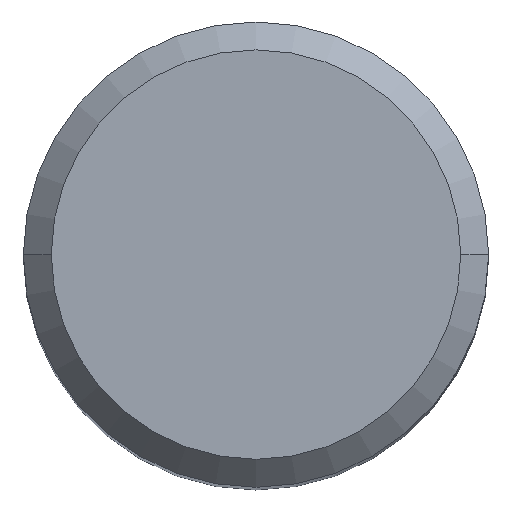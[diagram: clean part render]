
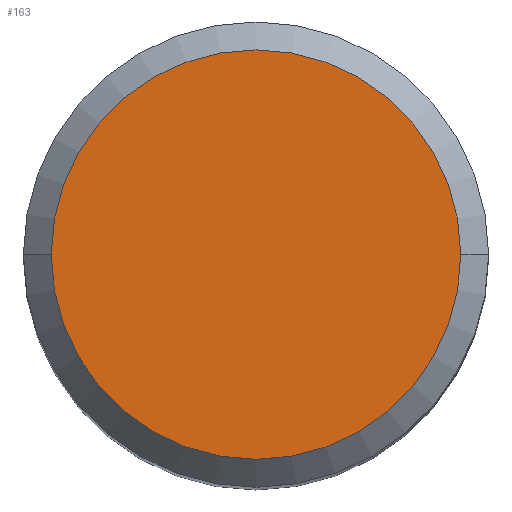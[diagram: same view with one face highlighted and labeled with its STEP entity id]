
A CAD part, top view. The second image highlights one B-rep face of the part: STEP entity #163.
In plain terms, the highlighted planar face has unit normal (0, 0, 1).
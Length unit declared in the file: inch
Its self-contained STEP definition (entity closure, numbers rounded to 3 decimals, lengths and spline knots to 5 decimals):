
#5 = DIRECTION ( 'NONE',  ( 0., 0., 1. ) ) ;
#25 = VERTEX_POINT ( 'NONE', #371 ) ;
#33 = CARTESIAN_POINT ( 'NONE',  ( 0., 0., 0. ) ) ;
#36 = DIRECTION ( 'NONE',  ( 0., 0., 1. ) ) ;
#42 = EDGE_CURVE ( 'NONE', #345, #25, #86, .T. ) ;
#51 = FACE_OUTER_BOUND ( 'NONE', #414, .T. ) ;
#86 = CIRCLE ( 'NONE', #375, 0.11 ) ;
#105 = AXIS2_PLACEMENT_3D ( 'NONE', #33, #36, #368 ) ;
#116 = DIRECTION ( 'NONE',  ( -1., 0., 0. ) ) ;
#118 = AXIS2_PLACEMENT_3D ( 'NONE', #187, #380, #116 ) ;
#163 = ADVANCED_FACE ( 'NONE', ( #51 ), #452, .F. ) ;
#187 = CARTESIAN_POINT ( 'NONE',  ( 0., 0.11, 0. ) ) ;
#195 = CIRCLE ( 'NONE', #105, 0.11 ) ;
#205 = ORIENTED_EDGE ( 'NONE', *, *, #395, .T. ) ;
#213 = ORIENTED_EDGE ( 'NONE', *, *, #42, .T. ) ;
#296 = CARTESIAN_POINT ( 'NONE',  ( 0., 0., 0. ) ) ;
#329 = DIRECTION ( 'NONE',  ( 1., 0., 0. ) ) ;
#345 = VERTEX_POINT ( 'NONE', #361 ) ;
#361 = CARTESIAN_POINT ( 'NONE',  ( 0.11, 0., 0. ) ) ;
#368 = DIRECTION ( 'NONE',  ( 1., 0., 0. ) ) ;
#371 = CARTESIAN_POINT ( 'NONE',  ( -0.11, 0., 0. ) ) ;
#375 = AXIS2_PLACEMENT_3D ( 'NONE', #296, #5, #329 ) ;
#380 = DIRECTION ( 'NONE',  ( 0., 0., -1. ) ) ;
#395 = EDGE_CURVE ( 'NONE', #25, #345, #195, .T. ) ;
#414 = EDGE_LOOP ( 'NONE', ( #205, #213 ) ) ;
#452 = PLANE ( 'NONE',  #118 ) ;
